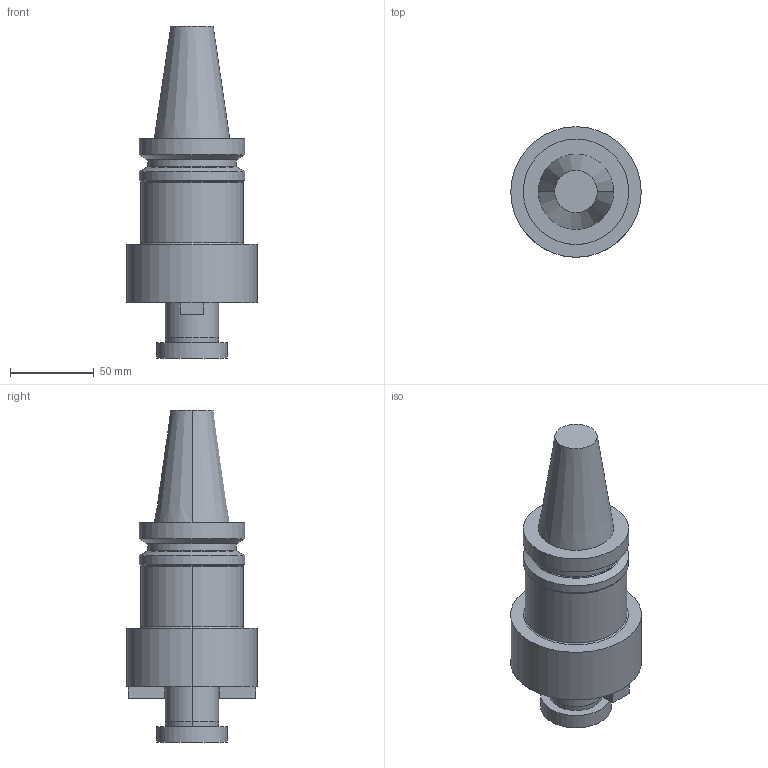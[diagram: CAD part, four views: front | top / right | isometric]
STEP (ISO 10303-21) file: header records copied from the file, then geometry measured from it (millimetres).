
FILE_DESCRIPTION(/* description */ (''),/* implementation_level */ '2;1');
FILE_NAME(/* name */ 'BT.40ADB-FMH1.32.100.stp',/* time_stamp */ '2024-08-10T13:28:40+02:00',/* author */ (''),/* organization */ (''),/* preprocessor_version */ 'ST-DEVELOPER v16.7',/* originating_system */ 'SIEMENS PLM Software NX 12.0',/* authorisation */ '');
FILE_SCHEMA (('AUTOMOTIVE_DESIGN { 1 0 10303 214 3 1 1 1 }'));
Length unit declared in the file: millimetre
Products named in the file (1): pf6610E89C82zp1n
Bounding box: 78 x 78 x 198.4 mm (x, y, z)
Volume: 453058.7 mm3; surface area: 43656.4 mm2
Topology: 1 solids, 1 shells, 42 faces, 84 edges, 52 vertices
Faces by surface type: plane 18, cylinder 10, cone 8, torus 6
Full cylindrical faces by diameter (mm): 42 x1, 53 x1, 63 x2
Entity records: 1128 total; most frequent: DIRECTION 209, CARTESIAN_POINT 177, ORIENTED_EDGE 156, AXIS2_PLACEMENT_3D 85, EDGE_CURVE 78, EDGE_LOOP 57, VERTEX_POINT 53, ADVANCED_FACE 42
